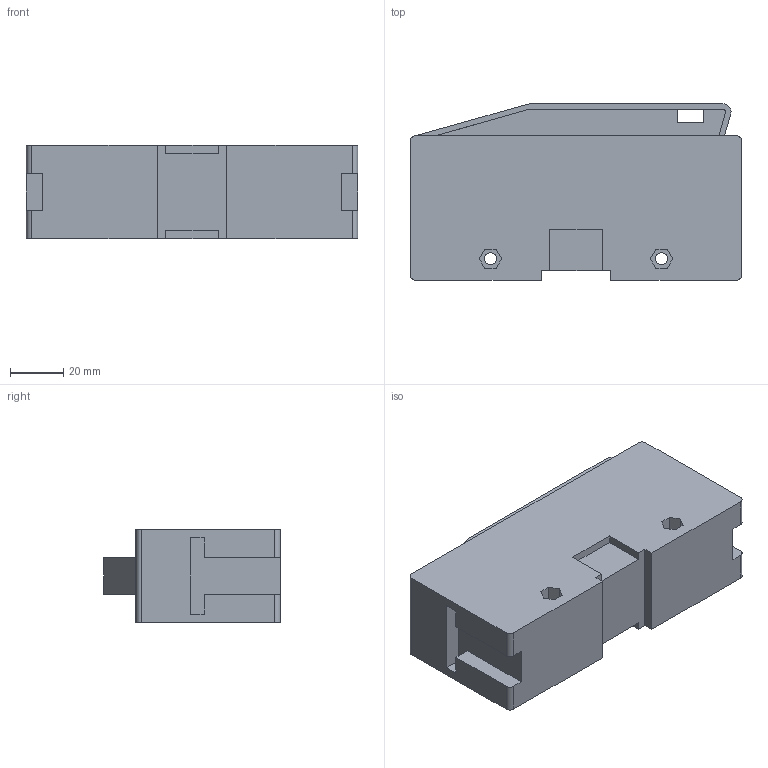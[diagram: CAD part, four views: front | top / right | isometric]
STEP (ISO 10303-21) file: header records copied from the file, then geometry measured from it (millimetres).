
FILE_DESCRIPTION(/* description */ (''),/* implementation_level */ '2;1');
FILE_NAME(/* name */ 'RT14-63.stp',/* time_stamp */ '2024-01-18T12:04:50+08:00',/* author */ (''),/* organization */ (''),/* preprocessor_version */ 'ST-DEVELOPER v16',/* originating_system */ 'SIEMENS PLM Software NX 10.0',/* authorisation */ '');
FILE_SCHEMA (('CONFIG_CONTROL_DESIGN'));
Length unit declared in the file: millimetre
Products named in the file (1): _model1
Bounding box: 124 x 66 x 35 mm (x, y, z)
Volume: 227320.6 mm3; surface area: 34099.7 mm2
Topology: 2 solids, 2 shells, 89 faces, 251 edges, 168 vertices
Faces by surface type: plane 78, cylinder 11
Full cylindrical faces by diameter (mm): 4.5 x2
Entity records: 2909 total; most frequent: CARTESIAN_POINT 503, ORIENTED_EDGE 494, DIRECTION 449, EDGE_CURVE 247, LINE 225, VECTOR 225, VERTEX_POINT 166, AXIS2_PLACEMENT_3D 112
